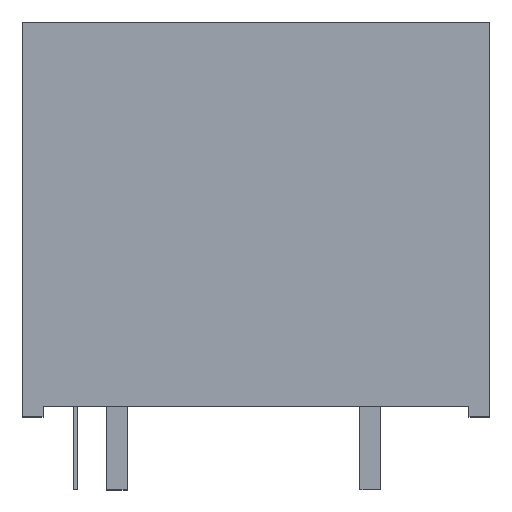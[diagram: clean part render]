
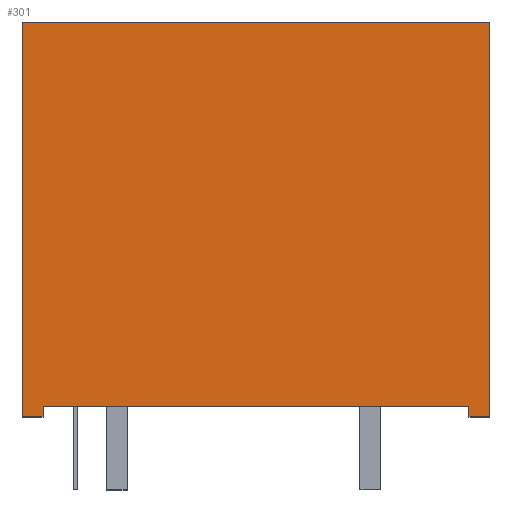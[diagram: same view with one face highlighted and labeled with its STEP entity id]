
A CAD part, top view. The second image highlights one B-rep face of the part: STEP entity #301.
In plain terms, the highlighted planar face has unit normal (0, 0, 1).
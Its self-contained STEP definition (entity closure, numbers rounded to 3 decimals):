
#19 = EDGE_CURVE ( 'NONE', #1138, #21, #585, .T. ) ;
#21 = VERTEX_POINT ( 'NONE', #627 ) ;
#33 = VERTEX_POINT ( 'NONE', #758 ) ;
#43 = VERTEX_POINT ( 'NONE', #831 ) ;
#44 = ORIENTED_EDGE ( 'NONE', *, *, #783, .T. ) ;
#54 = EDGE_CURVE ( 'NONE', #33, #43, #983, .T. ) ;
#77 = ORIENTED_EDGE ( 'NONE', *, *, #260, .T. ) ;
#136 = VERTEX_POINT ( 'NONE', #1501 ) ;
#158 = ORIENTED_EDGE ( 'NONE', *, *, #19, .F. ) ;
#168 = ORIENTED_EDGE ( 'NONE', *, *, #539, .F. ) ;
#180 = VERTEX_POINT ( 'NONE', #930 ) ;
#186 = EDGE_CURVE ( 'NONE', #180, #33, #1059, .T. ) ;
#260 = EDGE_CURVE ( 'NONE', #136, #363, #675, .T. ) ;
#301 = ADVANCED_FACE ( 'NONE', ( #895 ), #896, .F. ) ;
#363 = VERTEX_POINT ( 'NONE', #1455 ) ;
#373 = ORIENTED_EDGE ( 'NONE', *, *, #54, .T. ) ;
#418 = ORIENTED_EDGE ( 'NONE', *, *, #186, .T. ) ;
#421 = EDGE_CURVE ( 'NONE', #136, #43, #1109, .T. ) ;
#427 = EDGE_CURVE ( 'NONE', #1138, #1357, #1148, .T. ) ;
#429 = EDGE_LOOP ( 'NONE', ( #1444, #44, #418, #373, #433, #77, #168, #158 ) ) ;
#433 = ORIENTED_EDGE ( 'NONE', *, *, #421, .F. ) ;
#517 = LINE ( 'NONE', #518, #519 ) ;
#518 = CARTESIAN_POINT ( 'NONE',  ( 19.95, 19., 8.25 ) ) ;
#519 = VECTOR ( 'NONE', #520, 1000. ) ;
#520 = DIRECTION ( 'NONE',  ( 0., -1., 0. ) ) ;
#539 = EDGE_CURVE ( 'NONE', #21, #363, #517, .T. ) ;
#585 = LINE ( 'NONE', #586, #587 ) ;
#586 = CARTESIAN_POINT ( 'NONE',  ( -2.55, 19., 8.25 ) ) ;
#587 = VECTOR ( 'NONE', #588, 1000. ) ;
#588 = DIRECTION ( 'NONE',  ( 1., 0., 0. ) ) ;
#627 = CARTESIAN_POINT ( 'NONE',  ( 19.95, 19., 8.25 ) ) ;
#675 = LINE ( 'NONE', #676, #677 ) ;
#676 = CARTESIAN_POINT ( 'NONE',  ( 18.95, 0., 8.25 ) ) ;
#677 = VECTOR ( 'NONE', #678, 1000. ) ;
#678 = DIRECTION ( 'NONE',  ( 1., 0., 0. ) ) ;
#692 = LINE ( 'NONE', #693, #694 ) ;
#693 = CARTESIAN_POINT ( 'NONE',  ( -2.55, 0., 8.25 ) ) ;
#694 = VECTOR ( 'NONE', #695, 1000. ) ;
#695 = DIRECTION ( 'NONE',  ( 1., 0., 0. ) ) ;
#758 = CARTESIAN_POINT ( 'NONE',  ( -1.55, 0.5, 8.25 ) ) ;
#783 = EDGE_CURVE ( 'NONE', #1357, #180, #692, .T. ) ;
#831 = CARTESIAN_POINT ( 'NONE',  ( 18.95, 0.5, 8.25 ) ) ;
#895 = FACE_OUTER_BOUND ( 'NONE', #429, .T. ) ;
#896 = PLANE ( 'NONE',  #897 ) ;
#897 = AXIS2_PLACEMENT_3D ( 'NONE', #898, #899, #900 ) ;
#898 = CARTESIAN_POINT ( 'NONE',  ( -2.55, 19., 8.25 ) ) ;
#899 = DIRECTION ( 'NONE',  ( 0., 0., -1. ) ) ;
#900 = DIRECTION ( 'NONE',  ( -1., 0., 0. ) ) ;
#929 = CARTESIAN_POINT ( 'NONE',  ( -2.55, 19., 8.25 ) ) ;
#930 = CARTESIAN_POINT ( 'NONE',  ( -1.55, 0., 8.25 ) ) ;
#983 = LINE ( 'NONE', #984, #985 ) ;
#984 = CARTESIAN_POINT ( 'NONE',  ( -2.55, 0.5, 8.25 ) ) ;
#985 = VECTOR ( 'NONE', #987, 1000. ) ;
#987 = DIRECTION ( 'NONE',  ( 1., 0., 0. ) ) ;
#1059 = LINE ( 'NONE', #1060, #1061 ) ;
#1060 = CARTESIAN_POINT ( 'NONE',  ( -1.55, -2.236, 8.25 ) ) ;
#1061 = VECTOR ( 'NONE', #1062, 1000. ) ;
#1062 = DIRECTION ( 'NONE',  ( 0., 1., 0. ) ) ;
#1109 = LINE ( 'NONE', #1110, #1111 ) ;
#1110 = CARTESIAN_POINT ( 'NONE',  ( 18.95, -2.236, 8.25 ) ) ;
#1111 = VECTOR ( 'NONE', #1112, 1000. ) ;
#1112 = DIRECTION ( 'NONE',  ( 0., 1., 0. ) ) ;
#1138 = VERTEX_POINT ( 'NONE', #929 ) ;
#1148 = LINE ( 'NONE', #1149, #1150 ) ;
#1149 = CARTESIAN_POINT ( 'NONE',  ( -2.55, 19., 8.25 ) ) ;
#1150 = VECTOR ( 'NONE', #1151, 1000. ) ;
#1151 = DIRECTION ( 'NONE',  ( 0., -1., 0. ) ) ;
#1175 = CARTESIAN_POINT ( 'NONE',  ( -2.55, 0., 8.25 ) ) ;
#1357 = VERTEX_POINT ( 'NONE', #1175 ) ;
#1444 = ORIENTED_EDGE ( 'NONE', *, *, #427, .T. ) ;
#1455 = CARTESIAN_POINT ( 'NONE',  ( 19.95, 0., 8.25 ) ) ;
#1501 = CARTESIAN_POINT ( 'NONE',  ( 18.95, 0., 8.25 ) ) ;
